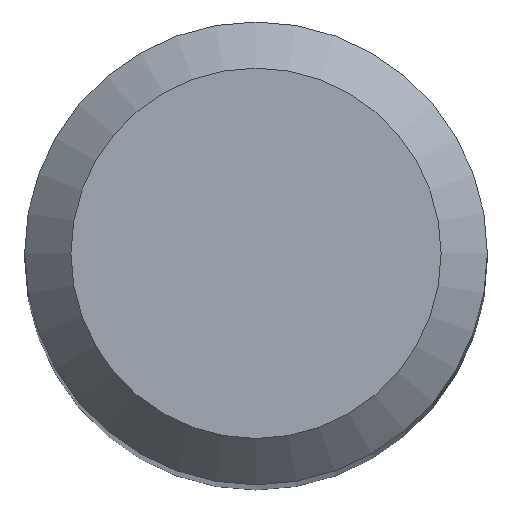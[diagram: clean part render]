
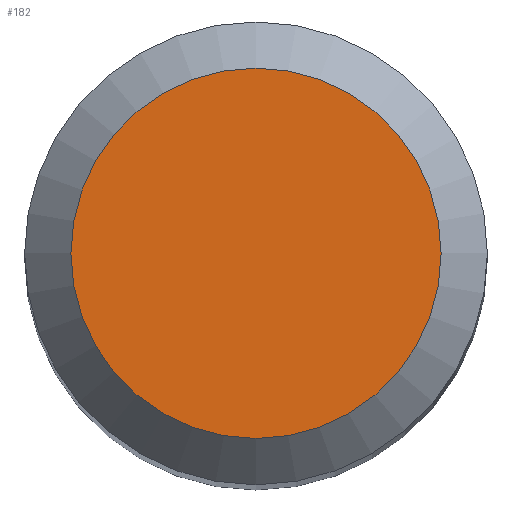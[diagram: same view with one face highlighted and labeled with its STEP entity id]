
A CAD part, top view. The second image highlights one B-rep face of the part: STEP entity #182.
In plain terms, the highlighted planar face has unit normal (0, 0, 1).
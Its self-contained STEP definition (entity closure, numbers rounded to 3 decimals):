
#16 = FACE_OUTER_BOUND ( 'NONE', #65, .T. ) ;
#23 = VERTEX_POINT ( 'NONE', #42 ) ;
#28 = DIRECTION ( 'NONE',  ( 0., 1., 0. ) ) ;
#42 = CARTESIAN_POINT ( 'NONE',  ( 0., 2.4, 50. ) ) ;
#45 = AXIS2_PLACEMENT_3D ( 'NONE', #126, #201, #28 ) ;
#65 = EDGE_LOOP ( 'NONE', ( #179 ) ) ;
#87 = PLANE ( 'NONE',  #180 ) ;
#126 = CARTESIAN_POINT ( 'NONE',  ( 0., 0., 50. ) ) ;
#157 = CARTESIAN_POINT ( 'NONE',  ( 0., 0., 50. ) ) ;
#172 = EDGE_CURVE ( 'NONE', #23, #23, #234, .T. ) ;
#175 = DIRECTION ( 'NONE',  ( 0., 1., 0. ) ) ;
#177 = DIRECTION ( 'NONE',  ( 0., 0., -1. ) ) ;
#179 = ORIENTED_EDGE ( 'NONE', *, *, #172, .F. ) ;
#180 = AXIS2_PLACEMENT_3D ( 'NONE', #157, #177, #175 ) ;
#182 = ADVANCED_FACE ( 'NONE', ( #16 ), #87, .F. ) ;
#201 = DIRECTION ( 'NONE',  ( 0., 0., -1. ) ) ;
#234 = CIRCLE ( 'NONE', #45, 2.4 ) ;
